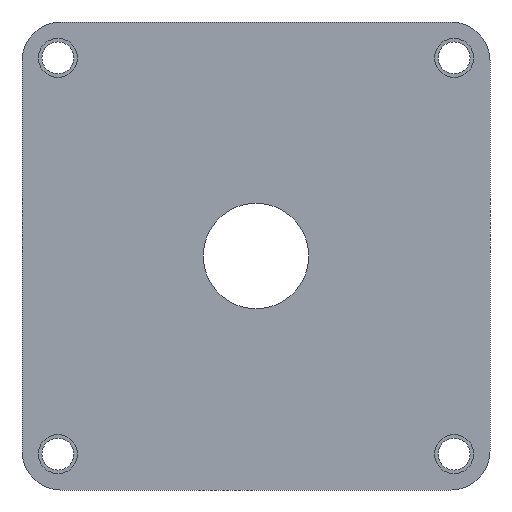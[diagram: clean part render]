
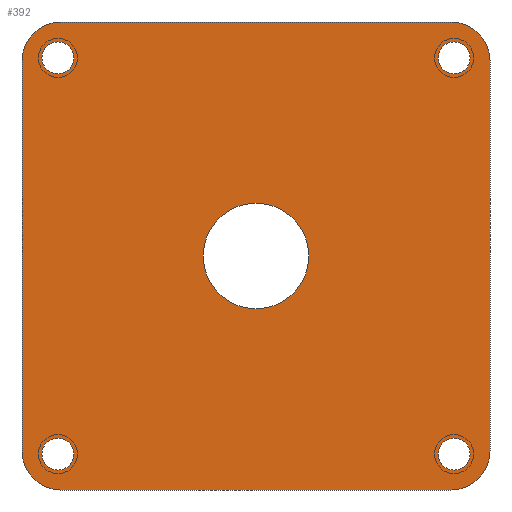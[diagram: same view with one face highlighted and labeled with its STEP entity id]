
A CAD part, front view. The second image highlights one B-rep face of the part: STEP entity #392.
In plain terms, the highlighted face is planar.
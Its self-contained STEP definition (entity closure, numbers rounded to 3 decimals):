
#1=CARTESIAN_POINT('',(-12.5,-12.5,0.));
#2=DIRECTION('',(0.,0.,1.));
#3=DIRECTION('',(-1.,0.,0.));
#4=AXIS2_PLACEMENT_3D('',#1,#2,#3);
#6=DIRECTION('',(1.,0.,0.));
#7=VECTOR('',#6,25.);
#8=CARTESIAN_POINT('',(-12.5,-15.,0.));
#9=LINE('',#8,#7);
#10=CARTESIAN_POINT('',(12.5,-12.5,0.));
#11=DIRECTION('',(0.,0.,1.));
#12=DIRECTION('',(0.,-1.,0.));
#13=AXIS2_PLACEMENT_3D('',#10,#11,#12);
#15=DIRECTION('',(0.,1.,0.));
#16=VECTOR('',#15,25.);
#17=CARTESIAN_POINT('',(15.,-12.5,0.));
#18=LINE('',#17,#16);
#19=CARTESIAN_POINT('',(12.5,12.5,0.));
#20=DIRECTION('',(0.,0.,1.));
#21=DIRECTION('',(1.,0.,0.));
#22=AXIS2_PLACEMENT_3D('',#19,#20,#21);
#24=DIRECTION('',(-1.,0.,0.));
#25=VECTOR('',#24,25.);
#26=CARTESIAN_POINT('',(12.5,15.,0.));
#27=LINE('',#26,#25);
#28=CARTESIAN_POINT('',(-12.5,12.5,0.));
#29=DIRECTION('',(0.,0.,1.));
#30=DIRECTION('',(0.,1.,0.));
#31=AXIS2_PLACEMENT_3D('',#28,#29,#30);
#33=DIRECTION('',(0.,-1.,0.));
#34=VECTOR('',#33,25.);
#35=CARTESIAN_POINT('',(-15.,12.5,0.));
#36=LINE('',#35,#34);
#37=CARTESIAN_POINT('',(-12.7,-12.7,0.));
#38=DIRECTION('',(0.,0.,1.));
#39=DIRECTION('',(-1.,0.,0.));
#40=AXIS2_PLACEMENT_3D('',#37,#38,#39);
#42=CARTESIAN_POINT('',(-12.7,-12.7,0.));
#43=DIRECTION('',(0.,0.,1.));
#44=DIRECTION('',(1.,0.,0.));
#45=AXIS2_PLACEMENT_3D('',#42,#43,#44);
#47=CARTESIAN_POINT('',(-12.7,12.7,0.));
#48=DIRECTION('',(0.,0.,1.));
#49=DIRECTION('',(-1.,0.,0.));
#50=AXIS2_PLACEMENT_3D('',#47,#48,#49);
#52=CARTESIAN_POINT('',(-12.7,12.7,0.));
#53=DIRECTION('',(0.,0.,1.));
#54=DIRECTION('',(1.,0.,0.));
#55=AXIS2_PLACEMENT_3D('',#52,#53,#54);
#57=CARTESIAN_POINT('',(12.7,-12.7,0.));
#58=DIRECTION('',(0.,0.,1.));
#59=DIRECTION('',(-1.,0.,0.));
#60=AXIS2_PLACEMENT_3D('',#57,#58,#59);
#62=CARTESIAN_POINT('',(12.7,-12.7,0.));
#63=DIRECTION('',(0.,0.,1.));
#64=DIRECTION('',(1.,0.,0.));
#65=AXIS2_PLACEMENT_3D('',#62,#63,#64);
#67=CARTESIAN_POINT('',(12.7,12.7,0.));
#68=DIRECTION('',(0.,0.,1.));
#69=DIRECTION('',(-1.,0.,0.));
#70=AXIS2_PLACEMENT_3D('',#67,#68,#69);
#72=CARTESIAN_POINT('',(12.7,12.7,0.));
#73=DIRECTION('',(0.,0.,1.));
#74=DIRECTION('',(1.,0.,0.));
#75=AXIS2_PLACEMENT_3D('',#72,#73,#74);
#77=CARTESIAN_POINT('',(0.,0.,0.));
#78=DIRECTION('',(0.,0.,1.));
#79=DIRECTION('',(-1.,0.,0.));
#80=AXIS2_PLACEMENT_3D('',#77,#78,#79);
#82=CARTESIAN_POINT('',(0.,0.,0.));
#83=DIRECTION('',(0.,0.,1.));
#84=DIRECTION('',(1.,0.,0.));
#85=AXIS2_PLACEMENT_3D('',#82,#83,#84);
#263=CARTESIAN_POINT('',(-15.,-12.5,0.));
#264=CARTESIAN_POINT('',(-12.5,-15.,0.));
#265=VERTEX_POINT('',#263);
#266=VERTEX_POINT('',#264);
#267=CARTESIAN_POINT('',(12.5,-15.,0.));
#268=VERTEX_POINT('',#267);
#269=CARTESIAN_POINT('',(15.,-12.5,0.));
#270=VERTEX_POINT('',#269);
#271=CARTESIAN_POINT('',(15.,12.5,0.));
#272=VERTEX_POINT('',#271);
#273=CARTESIAN_POINT('',(12.5,15.,0.));
#274=VERTEX_POINT('',#273);
#275=CARTESIAN_POINT('',(-12.5,15.,0.));
#276=VERTEX_POINT('',#275);
#277=CARTESIAN_POINT('',(-15.,12.5,0.));
#278=VERTEX_POINT('',#277);
#295=CARTESIAN_POINT('',(-13.725,-12.7,0.));
#296=CARTESIAN_POINT('',(-11.675,-12.7,0.));
#297=VERTEX_POINT('',#295);
#298=VERTEX_POINT('',#296);
#303=CARTESIAN_POINT('',(-13.725,12.7,0.));
#304=CARTESIAN_POINT('',(-11.675,12.7,0.));
#305=VERTEX_POINT('',#303);
#306=VERTEX_POINT('',#304);
#311=CARTESIAN_POINT('',(11.675,-12.7,0.));
#312=CARTESIAN_POINT('',(13.725,-12.7,0.));
#313=VERTEX_POINT('',#311);
#314=VERTEX_POINT('',#312);
#319=CARTESIAN_POINT('',(11.675,12.7,0.));
#320=CARTESIAN_POINT('',(13.725,12.7,0.));
#321=VERTEX_POINT('',#319);
#322=VERTEX_POINT('',#320);
#331=CARTESIAN_POINT('',(-3.378,0.,0.));
#332=CARTESIAN_POINT('',(3.378,0.,0.));
#333=VERTEX_POINT('',#331);
#334=VERTEX_POINT('',#332);
#339=CARTESIAN_POINT('',(0.,0.,0.));
#340=DIRECTION('',(0.,0.,1.));
#341=DIRECTION('',(0.,1.,0.));
#342=AXIS2_PLACEMENT_3D('',#339,#340,#341);
#343=PLANE('',#342);
#345=ORIENTED_EDGE('',*,*,#344,.T.);
#347=ORIENTED_EDGE('',*,*,#346,.T.);
#349=ORIENTED_EDGE('',*,*,#348,.T.);
#351=ORIENTED_EDGE('',*,*,#350,.T.);
#353=ORIENTED_EDGE('',*,*,#352,.T.);
#355=ORIENTED_EDGE('',*,*,#354,.T.);
#357=ORIENTED_EDGE('',*,*,#356,.T.);
#359=ORIENTED_EDGE('',*,*,#358,.T.);
#360=EDGE_LOOP('',(#345,#347,#349,#351,#353,#355,#357,#359));
#361=FACE_OUTER_BOUND('',#360,.F.);
#363=ORIENTED_EDGE('',*,*,#362,.F.);
#365=ORIENTED_EDGE('',*,*,#364,.F.);
#366=EDGE_LOOP('',(#363,#365));
#367=FACE_BOUND('',#366,.F.);
#369=ORIENTED_EDGE('',*,*,#368,.F.);
#371=ORIENTED_EDGE('',*,*,#370,.F.);
#372=EDGE_LOOP('',(#369,#371));
#373=FACE_BOUND('',#372,.F.);
#375=ORIENTED_EDGE('',*,*,#374,.F.);
#377=ORIENTED_EDGE('',*,*,#376,.F.);
#378=EDGE_LOOP('',(#375,#377));
#379=FACE_BOUND('',#378,.F.);
#381=ORIENTED_EDGE('',*,*,#380,.F.);
#383=ORIENTED_EDGE('',*,*,#382,.F.);
#384=EDGE_LOOP('',(#381,#383));
#385=FACE_BOUND('',#384,.F.);
#387=ORIENTED_EDGE('',*,*,#386,.F.);
#389=ORIENTED_EDGE('',*,*,#388,.F.);
#390=EDGE_LOOP('',(#387,#389));
#391=FACE_BOUND('',#390,.F.);
#392=ADVANCED_FACE('',(#361,#367,#373,#379,#385,#391),#343,.F.);
#5=CIRCLE('',#4,2.5);
#14=CIRCLE('',#13,2.5);
#23=CIRCLE('',#22,2.5);
#32=CIRCLE('',#31,2.5);
#41=CIRCLE('',#40,1.025);
#46=CIRCLE('',#45,1.025);
#51=CIRCLE('',#50,1.025);
#56=CIRCLE('',#55,1.025);
#61=CIRCLE('',#60,1.025);
#66=CIRCLE('',#65,1.025);
#71=CIRCLE('',#70,1.025);
#76=CIRCLE('',#75,1.025);
#81=CIRCLE('',#80,3.378);
#86=CIRCLE('',#85,3.378);
#344=EDGE_CURVE('',#265,#266,#5,.T.);
#346=EDGE_CURVE('',#266,#268,#9,.T.);
#348=EDGE_CURVE('',#268,#270,#14,.T.);
#350=EDGE_CURVE('',#270,#272,#18,.T.);
#352=EDGE_CURVE('',#272,#274,#23,.T.);
#354=EDGE_CURVE('',#274,#276,#27,.T.);
#356=EDGE_CURVE('',#276,#278,#32,.T.);
#358=EDGE_CURVE('',#278,#265,#36,.T.);
#362=EDGE_CURVE('',#297,#298,#41,.T.);
#364=EDGE_CURVE('',#298,#297,#46,.T.);
#368=EDGE_CURVE('',#305,#306,#51,.T.);
#370=EDGE_CURVE('',#306,#305,#56,.T.);
#374=EDGE_CURVE('',#313,#314,#61,.T.);
#376=EDGE_CURVE('',#314,#313,#66,.T.);
#380=EDGE_CURVE('',#321,#322,#71,.T.);
#382=EDGE_CURVE('',#322,#321,#76,.T.);
#386=EDGE_CURVE('',#333,#334,#81,.T.);
#388=EDGE_CURVE('',#334,#333,#86,.T.);
